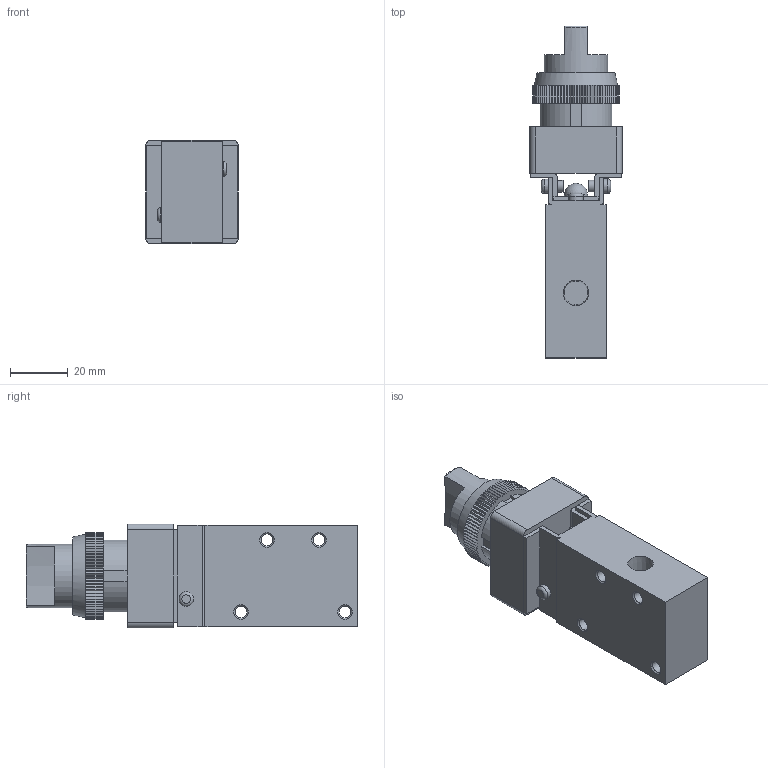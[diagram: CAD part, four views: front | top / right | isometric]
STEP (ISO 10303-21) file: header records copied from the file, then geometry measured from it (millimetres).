
FILE_DESCRIPTION( ( 'STEP AP203' ), '1' );
FILE_NAME( 'MVMC-6A-210-3TB-25B.stp', '2020-05-04T14:03:59', ( 'License CC BY-ND 4.0' ), ( 'CADENAS' ), ' ', 'PARTsolutions', ' ' );
FILE_SCHEMA( ( 'CONFIG_CONTROL_DESIGN' ) );
Length unit declared in the file: millimetre
Products named in the file (1): _MVMC-6A-210-3TB-25B
Bounding box: 32 x 115 x 36 mm (x, y, z)
Volume: 72584.5 mm3; surface area: 19607.9 mm2
Topology: 1 solids, 3 shells, 373 faces, 897 edges, 537 vertices
Faces by surface type: plane 317, cylinder 33, cone 16, torus 6, sphere 1
Full cylindrical faces by diameter (mm): 2.459 x2, 4 x2, 4.134 x4, 5 x4, 8 x1, 22 x1, 24.6 x1
Entity records: 10372 total; most frequent: CARTESIAN_POINT 1775, DIRECTION 1770, ORIENTED_EDGE 1704, EDGE_CURVE 852, LINE 674, VECTOR 674, AXIS2_PLACEMENT_3D 548, VERTEX_POINT 529
